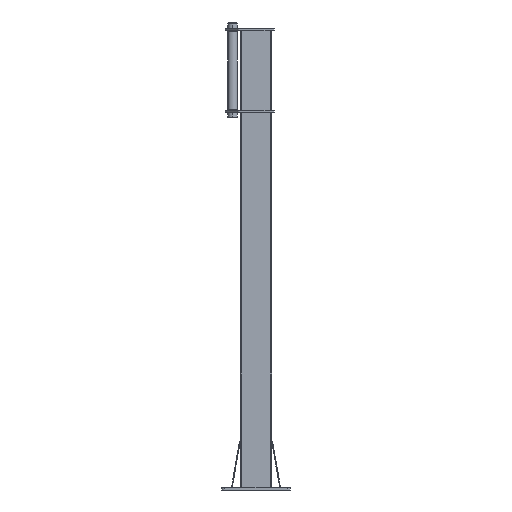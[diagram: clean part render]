
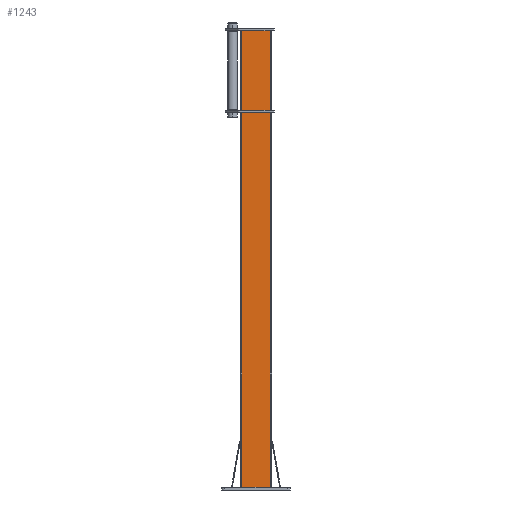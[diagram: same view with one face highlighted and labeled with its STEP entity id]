
A CAD part, left-side view. The second image highlights one B-rep face of the part: STEP entity #1243.
In plain terms, the highlighted free-form (B-spline) face has degree [1, 1] with [2, 2] control points.
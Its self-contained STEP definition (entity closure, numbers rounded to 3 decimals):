
#1120 = VERTEX_POINT('',#1121);
#1121 = CARTESIAN_POINT('',(-245.052,-168.036,
    5461.164));
#1148 = EDGE_CURVE('',#1120,#1149,#1151,.T.);
#1149 = VERTEX_POINT('',#1150);
#1150 = CARTESIAN_POINT('',(-245.052,-168.036,
    35.007));
#1151 = B_SPLINE_CURVE_WITH_KNOTS('',1,(#1152,#1153),.UNSPECIFIED.,.F.,
  .F.,(2,2),(-2325.,2325.),.PIECEWISE_BEZIER_KNOTS.);
#1152 = CARTESIAN_POINT('',(-245.052,-168.036,
    5461.164));
#1153 = CARTESIAN_POINT('',(-245.052,-168.036,
    35.007));
#1219 = EDGE_CURVE('',#1220,#1149,#1222,.T.);
#1220 = VERTEX_POINT('',#1221);
#1221 = CARTESIAN_POINT('',(-245.052,168.036,
    35.007));
#1222 = B_SPLINE_CURVE_WITH_KNOTS('',1,(#1223,#1224),.UNSPECIFIED.,.F.,
  .F.,(2,2),(-144.,144.),.PIECEWISE_BEZIER_KNOTS.);
#1223 = CARTESIAN_POINT('',(-245.052,168.036,
    35.007));
#1224 = CARTESIAN_POINT('',(-245.052,-168.036,
    35.007));
#1243 = ADVANCED_FACE('',(#1244),#1260,.F.);
#1244 = FACE_BOUND('',#1245,.T.);
#1245 = EDGE_LOOP('',(#1246,#1253,#1258,#1259));
#1246 = ORIENTED_EDGE('',*,*,#1247,.F.);
#1247 = EDGE_CURVE('',#1248,#1120,#1250,.T.);
#1248 = VERTEX_POINT('',#1249);
#1249 = CARTESIAN_POINT('',(-245.052,168.036,
    5461.164));
#1250 = B_SPLINE_CURVE_WITH_KNOTS('',1,(#1251,#1252),.UNSPECIFIED.,.F.,
  .F.,(2,2),(-144.,144.),.PIECEWISE_BEZIER_KNOTS.);
#1251 = CARTESIAN_POINT('',(-245.052,168.036,
    5461.164));
#1252 = CARTESIAN_POINT('',(-245.052,-168.036,
    5461.164));
#1253 = ORIENTED_EDGE('',*,*,#1254,.T.);
#1254 = EDGE_CURVE('',#1248,#1220,#1255,.T.);
#1255 = B_SPLINE_CURVE_WITH_KNOTS('',1,(#1256,#1257),.UNSPECIFIED.,.F.,
  .F.,(2,2),(-2325.,2325.),.PIECEWISE_BEZIER_KNOTS.);
#1256 = CARTESIAN_POINT('',(-245.052,168.036,
    5461.164));
#1257 = CARTESIAN_POINT('',(-245.052,168.036,
    35.007));
#1258 = ORIENTED_EDGE('',*,*,#1219,.T.);
#1259 = ORIENTED_EDGE('',*,*,#1148,.F.);
#1260 = B_SPLINE_SURFACE_WITH_KNOTS('',1,1,(
    (#1261,#1262)
    ,(#1263,#1264
    )),.UNSPECIFIED.,.F.,.F.,.F.,(2,2),(2,2),(16.,304.),(-4650.,0.),
  .PIECEWISE_BEZIER_KNOTS.);
#1261 = CARTESIAN_POINT('',(-245.052,168.036,
    5461.164));
#1262 = CARTESIAN_POINT('',(-245.052,168.036,
    35.007));
#1263 = CARTESIAN_POINT('',(-245.052,-168.036,
    5461.164));
#1264 = CARTESIAN_POINT('',(-245.052,-168.036,
    35.007));
